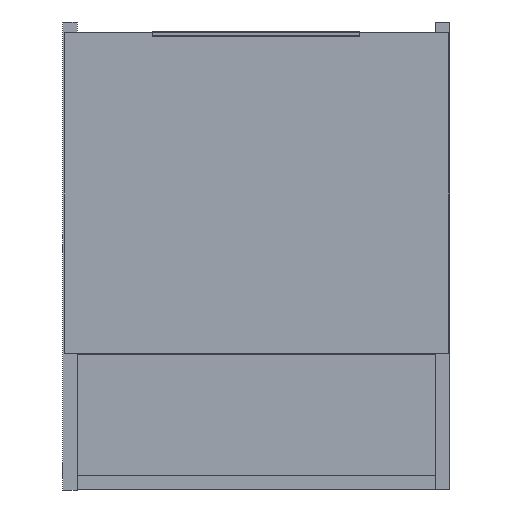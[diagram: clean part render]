
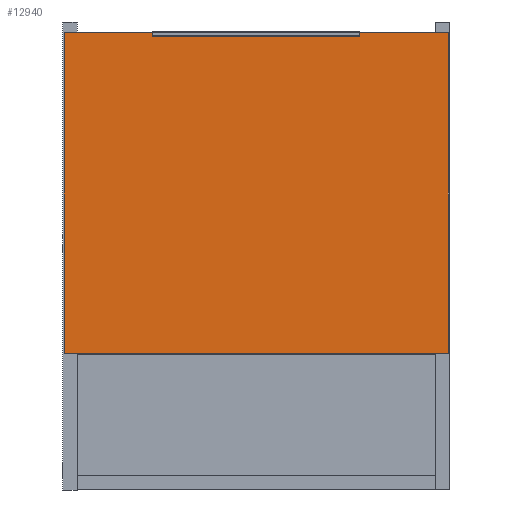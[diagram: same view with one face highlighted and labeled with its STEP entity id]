
A CAD part, front view. The second image highlights one B-rep face of the part: STEP entity #12940.
In plain terms, the highlighted planar face has unit normal (0, -1, 0).
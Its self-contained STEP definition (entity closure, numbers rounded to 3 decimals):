
#951=FACE_OUTER_BOUND('',#1680,.T.);
#1680=EDGE_LOOP('',(#8625,#8626,#8627,#8628));
#2448=LINE('',#18538,#3903);
#2452=LINE('',#18546,#3907);
#2455=LINE('',#18552,#3910);
#2458=LINE('',#18557,#3913);
#3903=VECTOR('',#14855,1.);
#3907=VECTOR('',#14861,1.);
#3910=VECTOR('',#14866,1.);
#3913=VECTOR('',#14871,1.);
#5350=VERTEX_POINT('',#18536);
#5351=VERTEX_POINT('',#18537);
#5354=VERTEX_POINT('',#18545);
#5356=VERTEX_POINT('',#18551);
#6640=EDGE_CURVE('',#5350,#5351,#2448,.T.);
#6644=EDGE_CURVE('',#5354,#5350,#2452,.T.);
#6647=EDGE_CURVE('',#5356,#5354,#2455,.T.);
#6650=EDGE_CURVE('',#5351,#5356,#2458,.T.);
#8625=ORIENTED_EDGE('',*,*,#6650,.F.);
#8626=ORIENTED_EDGE('',*,*,#6640,.F.);
#8627=ORIENTED_EDGE('',*,*,#6644,.F.);
#8628=ORIENTED_EDGE('',*,*,#6647,.F.);
#12456=PLANE('',#13709);
#12940=ADVANCED_FACE('',(#951),#12456,.F.);
#13709=AXIS2_PLACEMENT_3D('',#18560,#14875,#14876);
#14855=DIRECTION('',(-1.,0.,0.));
#14861=DIRECTION('',(0.,0.,-1.));
#14866=DIRECTION('',(1.,0.,0.));
#14871=DIRECTION('',(0.,0.,1.));
#14875=DIRECTION('center_axis',(0.,1.,0.));
#14876=DIRECTION('ref_axis',(1.,0.,0.));
#18536=CARTESIAN_POINT('',(428.5,-255.,152.));
#18537=CARTESIAN_POINT('',(1.5,-255.,152.));
#18538=CARTESIAN_POINT('',(428.5,-255.,152.));
#18545=CARTESIAN_POINT('',(428.5,-255.,508.));
#18546=CARTESIAN_POINT('',(428.5,-255.,508.));
#18551=CARTESIAN_POINT('',(1.5,-255.,508.));
#18552=CARTESIAN_POINT('',(1.5,-255.,508.));
#18557=CARTESIAN_POINT('',(1.5,-255.,152.));
#18560=CARTESIAN_POINT('Origin',(215.,-255.,330.));
